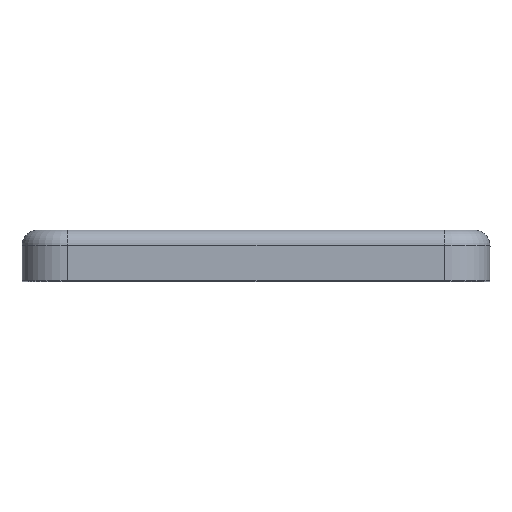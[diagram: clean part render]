
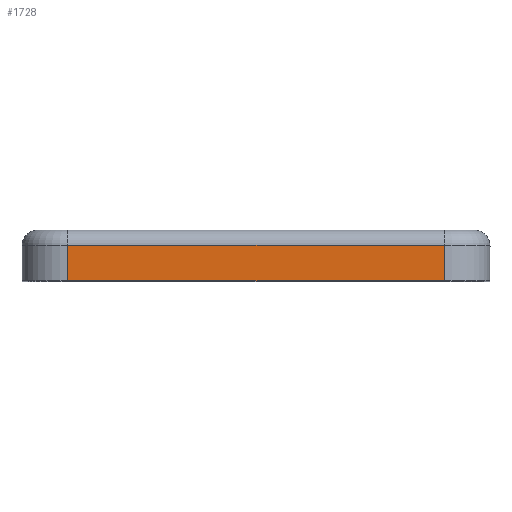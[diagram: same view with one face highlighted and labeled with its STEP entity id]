
A CAD part, top view. The second image highlights one B-rep face of the part: STEP entity #1728.
In plain terms, the highlighted planar face has unit normal (0, 0, 1).
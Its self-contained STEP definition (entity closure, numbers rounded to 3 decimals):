
#72 = DIRECTION ( 'NONE',  ( 0., 0., 1. ) ) ;
#131 = LINE ( 'NONE', #567, #2122 ) ;
#181 = LINE ( 'NONE', #2384, #867 ) ;
#190 = CARTESIAN_POINT ( 'NONE',  ( 6.15, -1.65, 10.45 ) ) ;
#358 = ORIENTED_EDGE ( 'NONE', *, *, #723, .T. ) ;
#407 = DIRECTION ( 'NONE',  ( 1., 0., 0. ) ) ;
#507 = VERTEX_POINT ( 'NONE', #1546 ) ;
#524 = LINE ( 'NONE', #1996, #2205 ) ;
#551 = VECTOR ( 'NONE', #1128, 1000. ) ;
#567 = CARTESIAN_POINT ( 'NONE',  ( -6.15, -0.5, 10.45 ) ) ;
#588 = EDGE_CURVE ( 'NONE', #1737, #507, #131, .T. ) ;
#723 = EDGE_CURVE ( 'NONE', #1737, #2425, #181, .T. ) ;
#867 = VECTOR ( 'NONE', #1616, 1000. ) ;
#909 = ORIENTED_EDGE ( 'NONE', *, *, #588, .F. ) ;
#991 = CARTESIAN_POINT ( 'NONE',  ( -6.15, -1.65, 10.45 ) ) ;
#1008 = DIRECTION ( 'NONE',  ( 1., 0., 0. ) ) ;
#1037 = VERTEX_POINT ( 'NONE', #190 ) ;
#1070 = AXIS2_PLACEMENT_3D ( 'NONE', #2208, #72, #1658 ) ;
#1128 = DIRECTION ( 'NONE',  ( 0., -1., 0. ) ) ;
#1191 = LINE ( 'NONE', #2268, #551 ) ;
#1239 = EDGE_CURVE ( 'NONE', #507, #1037, #1191, .T. ) ;
#1546 = CARTESIAN_POINT ( 'NONE',  ( 6.15, -0.5, 10.45 ) ) ;
#1616 = DIRECTION ( 'NONE',  ( 0., -1., 0. ) ) ;
#1658 = DIRECTION ( 'NONE',  ( 1., 0., 0. ) ) ;
#1728 = ADVANCED_FACE ( 'NONE', ( #1734 ), #2037, .T. ) ;
#1734 = FACE_OUTER_BOUND ( 'NONE', #1826, .T. ) ;
#1737 = VERTEX_POINT ( 'NONE', #2222 ) ;
#1826 = EDGE_LOOP ( 'NONE', ( #2215, #2508, #909, #358 ) ) ;
#1996 = CARTESIAN_POINT ( 'NONE',  ( -6.15, -1.65, 10.45 ) ) ;
#2022 = EDGE_CURVE ( 'NONE', #2425, #1037, #524, .T. ) ;
#2037 = PLANE ( 'NONE',  #1070 ) ;
#2122 = VECTOR ( 'NONE', #1008, 1000. ) ;
#2205 = VECTOR ( 'NONE', #407, 1000. ) ;
#2208 = CARTESIAN_POINT ( 'NONE',  ( -6.15, 0., 10.45 ) ) ;
#2215 = ORIENTED_EDGE ( 'NONE', *, *, #2022, .T. ) ;
#2222 = CARTESIAN_POINT ( 'NONE',  ( -6.15, -0.5, 10.45 ) ) ;
#2268 = CARTESIAN_POINT ( 'NONE',  ( 6.15, 0., 10.45 ) ) ;
#2384 = CARTESIAN_POINT ( 'NONE',  ( -6.15, 0., 10.45 ) ) ;
#2425 = VERTEX_POINT ( 'NONE', #991 ) ;
#2508 = ORIENTED_EDGE ( 'NONE', *, *, #1239, .F. ) ;
